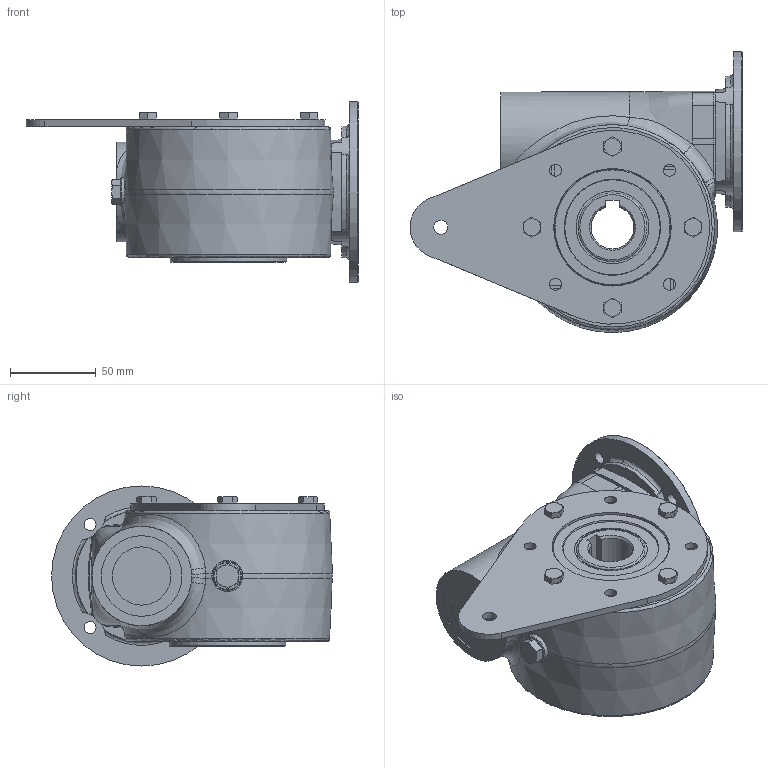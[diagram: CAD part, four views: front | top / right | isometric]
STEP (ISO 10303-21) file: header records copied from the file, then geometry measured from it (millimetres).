
FILE_DESCRIPTION( ( 'Unknown' ), '1' );
FILE_NAME( 'D9E3979B97A56DB0624EA25C9044FCC7.3d.stp', 'Unknown', ( 'Unknown' ), ( 'Unknown' ), 'PSStep 10.1', 'Unknown', ' ' );
FILE_SCHEMA( ( 'AUTOMOTIVE_DESIGN { 1 0 10303 214 1 1 1 1 }' ) );
Length unit declared in the file: millimetre
Products named in the file (1): N508800
Bounding box: 193.5 x 163.72 x 105 mm (x, y, z)
Volume: 1139546.1 mm3; surface area: 105688.3 mm2
Topology: 1 solids, 17 shells, 449 faces, 1042 edges, 667 vertices
Faces by surface type: plane 179, cylinder 110, cone 98, torus 32, bspline 30
Full cylindrical faces by diameter (mm): 4.917 x21, 6 x8, 6.5 x4, 7 x12, 8.2 x1, 8.9 x4, 10 x4, 11 x4, 16.662 x1, 18 x1, 30 x1, 34 x1, 40 x1, 42.5 x2, 47 x1, 55 x1, 68 x2, 68.5 x1, 70 x1, 105 x1
Entity records: 18703 total; most frequent: CARTESIAN_POINT 6171, DIRECTION 1812, ORIENTED_EDGE 1650, EDGE_CURVE 825, AXIS2_PLACEMENT_3D 795, EDGE_LOOP 654, VERTEX_POINT 603, FACE_OUTER_BOUND 539
